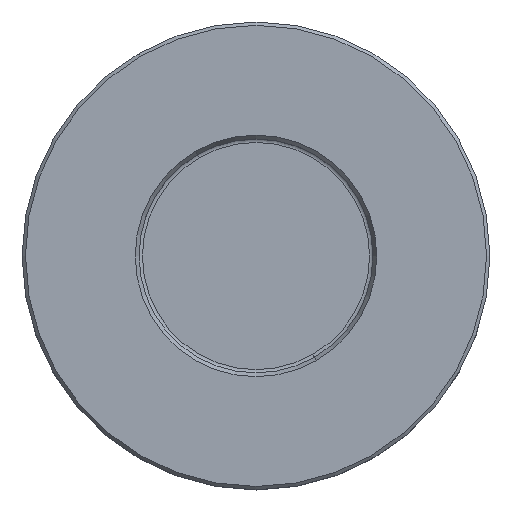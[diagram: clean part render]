
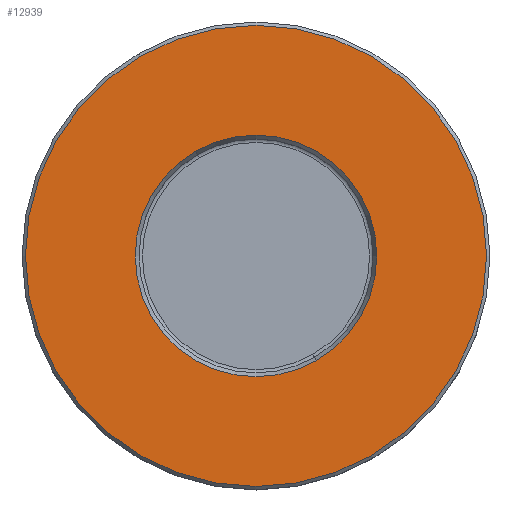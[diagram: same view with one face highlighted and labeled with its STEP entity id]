
A CAD part, top view. The second image highlights one B-rep face of the part: STEP entity #12939.
In plain terms, the highlighted planar face has unit normal (0, 0, 1).
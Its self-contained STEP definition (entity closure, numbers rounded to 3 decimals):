
#224=CARTESIAN_POINT('',(0.,0.,51.));
#225=DIRECTION('',(0.,0.,1.));
#226=DIRECTION('',(-0.5,0.866,0.));
#227=AXIS2_PLACEMENT_3D('',#224,#225,#226);
#232=CARTESIAN_POINT('',(0.,0.,51.));
#233=DIRECTION('',(0.,0.,-1.));
#234=DIRECTION('',(-0.5,0.866,0.));
#235=AXIS2_PLACEMENT_3D('',#232,#233,#234);
#254=CARTESIAN_POINT('',(0.,0.,51.));
#255=DIRECTION('',(0.,0.,-1.));
#256=DIRECTION('',(-0.5,0.866,0.));
#257=AXIS2_PLACEMENT_3D('',#254,#255,#256);
#262=CARTESIAN_POINT('',(0.,0.,51.));
#263=DIRECTION('',(0.,0.,1.));
#264=DIRECTION('',(-0.5,0.866,0.));
#265=AXIS2_PLACEMENT_3D('',#262,#263,#264);
#12616=CARTESIAN_POINT('',(-9.039,15.655,51.));
#12617=VERTEX_POINT('',#12616);
#12618=CARTESIAN_POINT('',(-17.25,29.878,51.));
#12620=VERTEX_POINT('',#12618);
#12682=CARTESIAN_POINT('',(9.039,-15.655,51.));
#12683=VERTEX_POINT('',#12682);
#12684=CARTESIAN_POINT('',(17.25,-29.878,51.));
#12686=VERTEX_POINT('',#12684);
#12924=CARTESIAN_POINT('',(0.,0.,51.));
#12925=DIRECTION('',(0.,0.,1.));
#12926=DIRECTION('',(0.5,-0.866,0.));
#12927=AXIS2_PLACEMENT_3D('',#12924,#12925,#12926);
#12928=PLANE('',#12927);
#12930=ORIENTED_EDGE('',*,*,#12929,.T.);
#12932=ORIENTED_EDGE('',*,*,#12931,.F.);
#12933=EDGE_LOOP('',(#12930,#12932));
#12934=FACE_OUTER_BOUND('',#12933,.F.);
#12935=ORIENTED_EDGE('',*,*,#12906,.T.);
#12936=ORIENTED_EDGE('',*,*,#12917,.F.);
#12937=EDGE_LOOP('',(#12935,#12936));
#12938=FACE_BOUND('',#12937,.F.);
#12939=ADVANCED_FACE('',(#12934,#12938),#12928,.T.);
#228=CIRCLE('',#227,18.077);
#236=CIRCLE('',#235,18.077);
#258=CIRCLE('',#257,34.5);
#266=CIRCLE('',#265,34.5);
#12906=EDGE_CURVE('',#12617,#12683,#228,.T.);
#12917=EDGE_CURVE('',#12617,#12683,#236,.T.);
#12929=EDGE_CURVE('',#12620,#12686,#258,.T.);
#12931=EDGE_CURVE('',#12620,#12686,#266,.T.);
